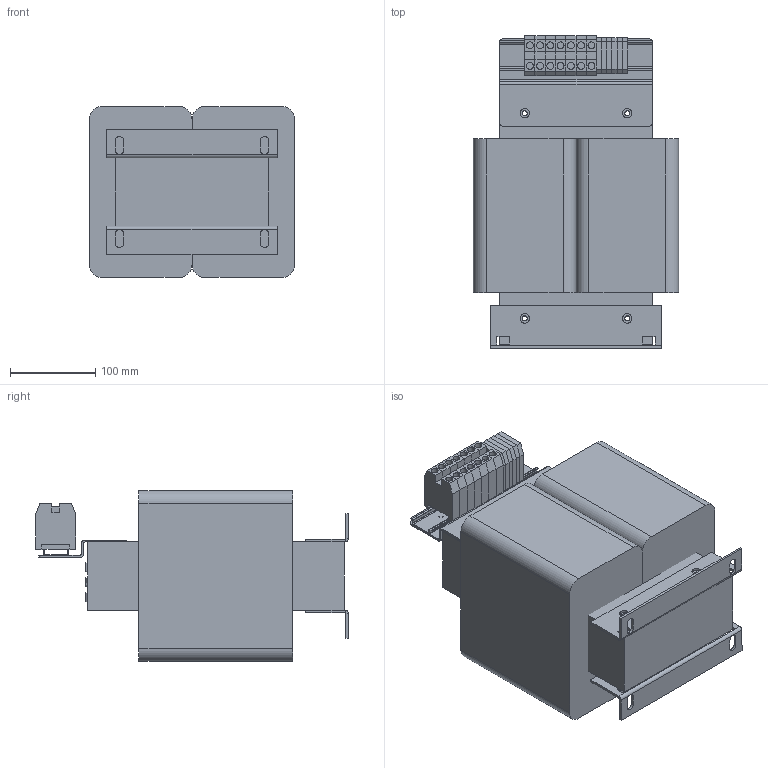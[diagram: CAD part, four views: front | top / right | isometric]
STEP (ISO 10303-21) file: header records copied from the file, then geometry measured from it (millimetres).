
FILE_DESCRIPTION (( 'STEP AP214' ), '1' );
FILE_NAME ('TM1436421.STEP', '2023-09-30T08:40:17', ( '' ), ( '' ), 'SwSTEP 2.0', 'SolidWorks 2021', '' );
FILE_SCHEMA (( 'AUTOMOTIVE_DESIGN' ));
Length unit declared in the file: millimetre
Products named in the file (9): AngolareABB-col60; PM ABB COL.60; Parte14^TM1436421; CaburCBC16; Nucleo2F_60x80; CaburCBC4; guidaDin_7,5x178; bobina2F_60x80; TM1436421
Assembly tree (21 placements, depth 2):
  TM1436421
    Nucleo2F_60x80
    bobina2F_60x80  x2
    AngolareABB-col60  x2
    PM ABB COL.60
    guidaDin_7,5x178
    CaburCBC16  x7
    CaburCBC4  x6
    Parte14^TM1436421
Bounding box: 240 x 365.88 x 200 mm (x, y, z)
Volume: 12407083.8 mm3; surface area: 735291.6 mm2
Topology: 52 solids, 52 shells, 802 faces, 2012 edges, 1320 vertices
Faces by surface type: plane 549, bspline 161, cylinder 92
Entity records: 27823 total; most frequent: CARTESIAN_POINT 13753, ORIENTED_EDGE 2964, DIRECTION 2166, EDGE_CURVE 1482, VECTOR 1052, LINE 1052, VERTEX_POINT 972, EDGE_LOOP 646
